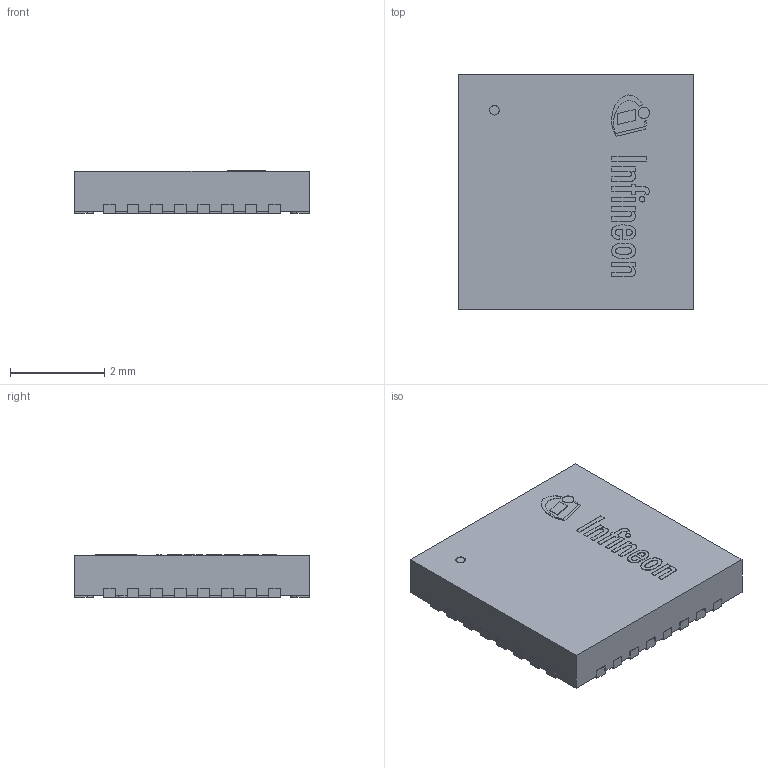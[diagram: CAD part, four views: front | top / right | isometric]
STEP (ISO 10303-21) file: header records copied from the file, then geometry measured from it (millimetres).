
FILE_DESCRIPTION(/* description */ (''),/* implementation_level */ '2;1');
FILE_NAME(/* name */ 'PG-VQFN-32-13_Z8B00153768_V02_3D.stp',/* time_stamp */ '2024-08-06T16:06:48+05:30',/* author */ ('sivamani'),/* organization */ (''),/* preprocessor_version */ 'ST-DEVELOPER v19.2',/* originating_system */ 'AutoCAD Mechanical',/* authorisation */ '');
FILE_SCHEMA (('AUTOMOTIVE_DESIGN { 1 0 10303 214 3 1 1 }'));
Length unit declared in the file: millimetre
Products named in the file (1): Product
Bounding box: 5 x 5 x 0.91 mm (x, y, z)
Volume: 21.9 mm3; surface area: 116.4 mm2
Topology: 47 solids, 47 shells, 571 faces, 1425 edges, 950 vertices
Faces by surface type: plane 358, cylinder 213
Full cylindrical faces by diameter (mm): 0.118 x1, 0.2 x2, 0.245 x1
Entity records: 17067 total; most frequent: DIRECTION 2995, CARTESIAN_POINT 2947, ORIENTED_EDGE 2850, EDGE_CURVE 1425, LINE 999, VECTOR 999, AXIS2_PLACEMENT_3D 998, VERTEX_POINT 950
